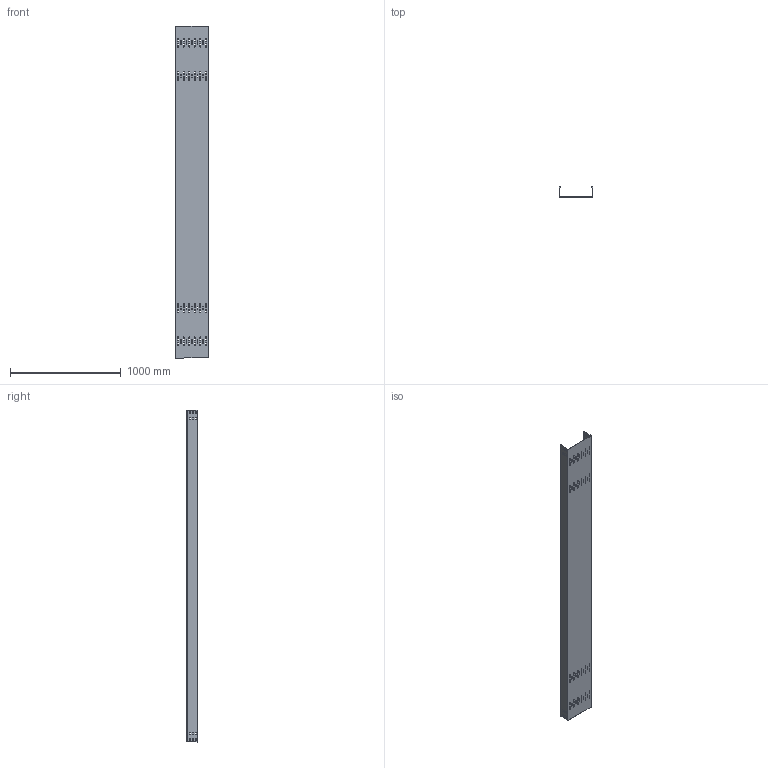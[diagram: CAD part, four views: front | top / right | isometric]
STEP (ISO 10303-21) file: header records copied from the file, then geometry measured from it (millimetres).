
FILE_DESCRIPTION (( 'STEP AP214' ), '1' );
FILE_NAME ('6062004.stp', '2019-12-11T10:39:35', ( '' ), ( '' ), 'SwSTEP 2.0', 'SolidWorks 2018', '' );
FILE_SCHEMA (( 'AUTOMOTIVE_DESIGN' ));
Length unit declared in the file: millimetre
Products named in the file (1): 6062004
Bounding box: 300 x 98 x 3000 mm (x, y, z)
Volume: 3069246.4 mm3; surface area: 3095410.4 mm2
Topology: 1 solids, 1 shells, 494 faces, 1460 edges, 968 vertices
Faces by surface type: cylinder 280, plane 214
Entity records: 17078 total; most frequent: DIRECTION 3010, CARTESIAN_POINT 2923, ORIENTED_EDGE 2920, EDGE_CURVE 1460, AXIS2_PLACEMENT_3D 1055, VERTEX_POINT 968, LINE 900, VECTOR 900
